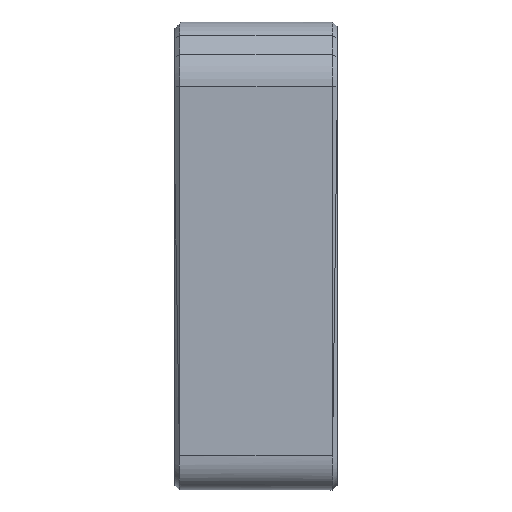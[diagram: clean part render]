
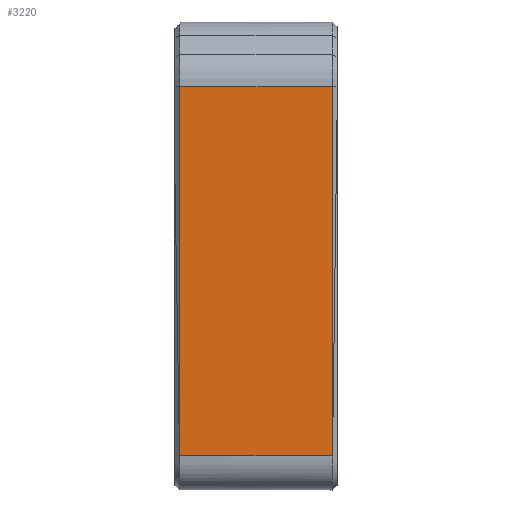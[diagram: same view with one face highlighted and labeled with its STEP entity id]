
A CAD part, front view. The second image highlights one B-rep face of the part: STEP entity #3220.
In plain terms, the highlighted planar face has unit normal (0, -1, 0).
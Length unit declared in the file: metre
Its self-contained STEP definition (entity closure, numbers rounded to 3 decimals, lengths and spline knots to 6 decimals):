
#90=B_SPLINE_CURVE_WITH_KNOTS('',3,(#5065,#5066,#5067,#5068),
 .UNSPECIFIED.,.F.,.F.,(4,4),(0.,1.),.UNSPECIFIED.);
#595=ORIENTED_EDGE('',*,*,#1493,.F.);
#596=ORIENTED_EDGE('',*,*,#1495,.T.);
#597=ORIENTED_EDGE('',*,*,#1496,.T.);
#598=ORIENTED_EDGE('',*,*,#1497,.F.);
#1493=EDGE_CURVE('',#1929,#1930,#2227,.T.);
#1495=EDGE_CURVE('',#1929,#1922,#90,.T.);
#1496=EDGE_CURVE('',#1922,#1931,#2229,.T.);
#1497=EDGE_CURVE('',#1930,#1931,#2230,.T.);
#1922=VERTEX_POINT('',#5016);
#1929=VERTEX_POINT('',#5060);
#1930=VERTEX_POINT('',#5062);
#1931=VERTEX_POINT('',#5070);
#2227=LINE('',#5061,#2489);
#2229=LINE('',#5069,#2491);
#2230=LINE('',#5071,#2492);
#2489=VECTOR('',#3911,1.);
#2491=VECTOR('',#3915,1.);
#2492=VECTOR('',#3916,1.);
#2690=EDGE_LOOP('',(#595,#596,#597,#598));
#2915=FACE_BOUND('',#2690,.T.);
#3118=PLANE('',#3455);
#3220=ADVANCED_FACE('',(#2915),#3118,.T.);
#3455=AXIS2_PLACEMENT_3D('',#5064,#3913,#3914);
#3911=DIRECTION('',(0.,0.,1.));
#3913=DIRECTION('',(0.,-1.,0.));
#3914=DIRECTION('',(0.,0.,-1.));
#3915=DIRECTION('',(0.,0.,1.));
#3916=DIRECTION('',(1.,0.,0.));
#5016=CARTESIAN_POINT('',(0.02671,-0.09243,-0.051484));
#5060=CARTESIAN_POINT('',(0.01331,-0.09243,-0.051484));
#5061=CARTESIAN_POINT('',(0.01331,-0.09243,-0.037191));
#5062=CARTESIAN_POINT('',(0.01331,-0.09243,-0.019141));
#5064=CARTESIAN_POINT('',(0.03111,-0.09243,-0.011059));
#5065=CARTESIAN_POINT('',(0.01331,-0.09243,-0.051484));
#5066=CARTESIAN_POINT('',(0.017777,-0.09243,-0.051484));
#5067=CARTESIAN_POINT('',(0.022243,-0.09243,-0.051484));
#5068=CARTESIAN_POINT('',(0.02671,-0.09243,-0.051484));
#5069=CARTESIAN_POINT('',(0.02671,-0.09243,-0.011059));
#5070=CARTESIAN_POINT('',(0.02671,-0.09243,-0.019141));
#5071=CARTESIAN_POINT('',(0.03111,-0.09243,-0.019141));
